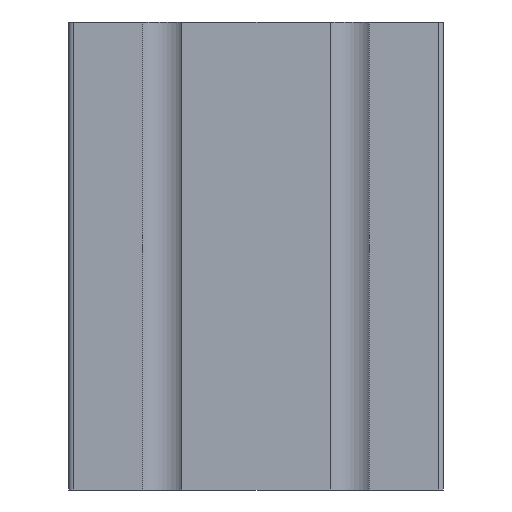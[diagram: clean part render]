
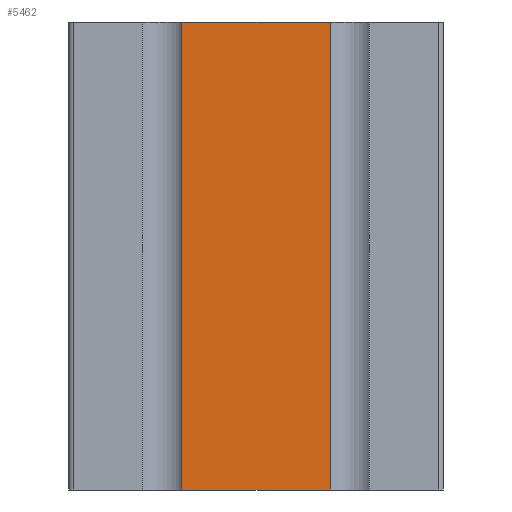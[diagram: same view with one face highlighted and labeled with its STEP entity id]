
A CAD part, front view. The second image highlights one B-rep face of the part: STEP entity #5462.
In plain terms, the highlighted planar face has unit normal (0, -1, 0).
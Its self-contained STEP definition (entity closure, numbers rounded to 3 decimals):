
#401 = CARTESIAN_POINT ( 'NONE',  ( 7756.024, 853.757, 100. ) ) ;
#551 = CARTESIAN_POINT ( 'NONE',  ( 7701.174, 853.757, 100. ) ) ;
#700 = LINE ( 'NONE', #401, #2560 ) ;
#1032 = VECTOR ( 'NONE', #1909, 1000. ) ;
#1077 = EDGE_CURVE ( 'NONE', #5379, #1827, #5635, .T. ) ;
#1112 = DIRECTION ( 'NONE',  ( 1., 0., 0. ) ) ;
#1358 = ORIENTED_EDGE ( 'NONE', *, *, #5380, .T. ) ;
#1572 = DIRECTION ( 'NONE',  ( 0., 0., 1. ) ) ;
#1827 = VERTEX_POINT ( 'NONE', #551 ) ;
#1909 = DIRECTION ( 'NONE',  ( 1., 0., 0. ) ) ;
#1988 = CARTESIAN_POINT ( 'NONE',  ( 7732.874, 853.757, 100. ) ) ;
#2296 = ORIENTED_EDGE ( 'NONE', *, *, #4261, .F. ) ;
#2319 = PLANE ( 'NONE',  #8834 ) ;
#2427 = EDGE_LOOP ( 'NONE', ( #1358, #2296, #3661, #6797 ) ) ;
#2431 = CARTESIAN_POINT ( 'NONE',  ( 7701.174, 853.757, 0. ) ) ;
#2560 = VECTOR ( 'NONE', #1112, 1000. ) ;
#2830 = LINE ( 'NONE', #8702, #8149 ) ;
#3204 = VERTEX_POINT ( 'NONE', #1988 ) ;
#3449 = EDGE_CURVE ( 'NONE', #5379, #7641, #8238, .T. ) ;
#3661 = ORIENTED_EDGE ( 'NONE', *, *, #1077, .F. ) ;
#3734 = DIRECTION ( 'NONE',  ( 0., 0., 1. ) ) ;
#3786 = VECTOR ( 'NONE', #1572, 1000. ) ;
#4261 = EDGE_CURVE ( 'NONE', #1827, #3204, #700, .T. ) ;
#5379 = VERTEX_POINT ( 'NONE', #2431 ) ;
#5380 = EDGE_CURVE ( 'NONE', #7641, #3204, #2830, .T. ) ;
#5462 = ADVANCED_FACE ( 'NONE', ( #7505 ), #2319, .F. ) ;
#5635 = LINE ( 'NONE', #6318, #3786 ) ;
#5804 = CARTESIAN_POINT ( 'NONE',  ( 7701.174, 853.757, 100. ) ) ;
#6318 = CARTESIAN_POINT ( 'NONE',  ( 7701.174, 853.757, 100. ) ) ;
#6352 = CARTESIAN_POINT ( 'NONE',  ( 7732.874, 853.757, 0. ) ) ;
#6648 = DIRECTION ( 'NONE',  ( 0., 0., 1. ) ) ;
#6795 = CARTESIAN_POINT ( 'NONE',  ( 7756.024, 853.757, 0. ) ) ;
#6797 = ORIENTED_EDGE ( 'NONE', *, *, #3449, .T. ) ;
#7505 = FACE_OUTER_BOUND ( 'NONE', #2427, .T. ) ;
#7641 = VERTEX_POINT ( 'NONE', #6352 ) ;
#7896 = DIRECTION ( 'NONE',  ( 0., 1., 0. ) ) ;
#8149 = VECTOR ( 'NONE', #6648, 1000. ) ;
#8238 = LINE ( 'NONE', #6795, #1032 ) ;
#8702 = CARTESIAN_POINT ( 'NONE',  ( 7732.874, 853.757, 100. ) ) ;
#8834 = AXIS2_PLACEMENT_3D ( 'NONE', #5804, #7896, #3734 ) ;
